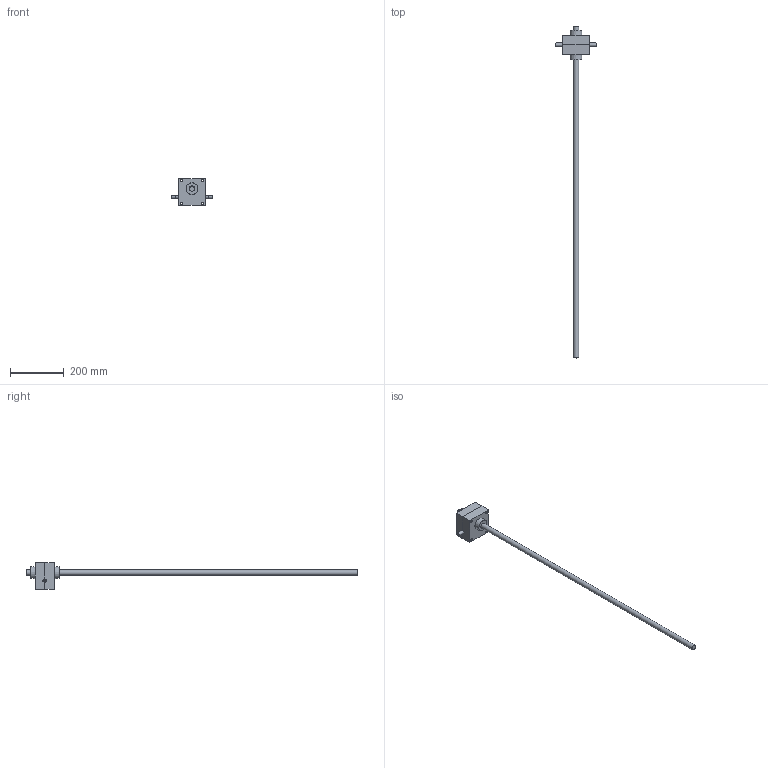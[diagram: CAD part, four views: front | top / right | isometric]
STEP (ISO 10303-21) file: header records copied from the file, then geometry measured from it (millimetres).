
FILE_DESCRIPTION( ( 'STEP AP214' ), ' ' );
FILE_NAME( 'TP420110001_111.stp', '2017-08-20T12:52:35', ( '' ), ( '' ), ' ', 'PARTsolutions', ' ' );
FILE_SCHEMA( ( 'AUTOMOTIVE_DESIGN { 1 0 10303 214 1 1 1 1 }' ) );
Length unit declared in the file: millimetre
Products named in the file (4): TP420110001_111; _TP4201-case; _TP420-shaft; _TP4201000-spindle 1 1
Assembly tree (4 placements, depth 2):
  TP420110001_111
    _TP4201-case
    _TP420-shaft  x2
    _TP4201000-spindle 1 1
Bounding box: 150 x 1235 x 100 mm (x, y, z)
Volume: 1105891.5 mm3; surface area: 153705.8 mm2
Topology: 4 solids, 4 shells, 145 faces, 373 edges, 246 vertices
Faces by surface type: plane 93, cylinder 42, cone 10
Full cylindrical faces by diameter (mm): 4.134 x2, 9 x4, 12 x3, 16 x1, 20 x1
Entity records: 5196 total; most frequent: CARTESIAN_POINT 750, DIRECTION 688, ORIENTED_EDGE 654, EDGE_CURVE 327, LINE 240, VECTOR 240, VERTEX_POINT 226, AXIS2_PLACEMENT_3D 224
